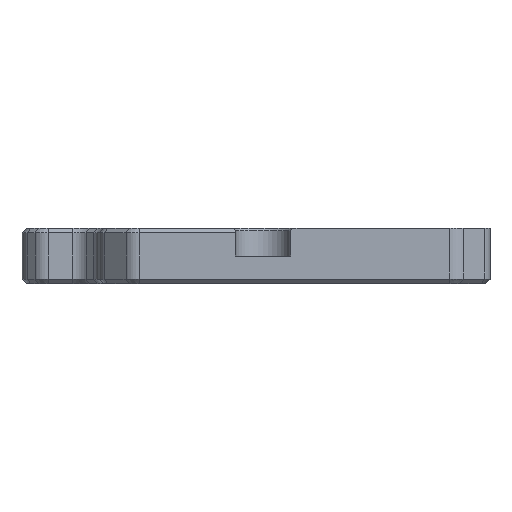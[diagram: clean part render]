
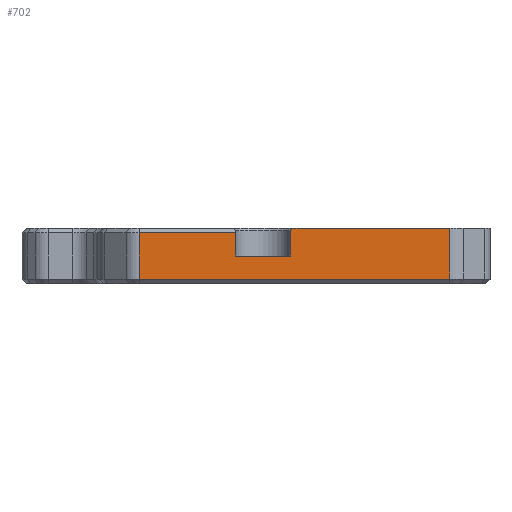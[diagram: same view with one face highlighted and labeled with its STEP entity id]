
A CAD part, front view. The second image highlights one B-rep face of the part: STEP entity #702.
In plain terms, the highlighted planar face has unit normal (0, -1, 0).
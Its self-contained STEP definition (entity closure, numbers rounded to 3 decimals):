
#56 = CARTESIAN_POINT ( 'NONE',  ( 20.975, -38.95, 0.5 ) ) ;
#281 = EDGE_CURVE ( 'NONE', #2333, #2598, #3435, .T. ) ;
#457 = CARTESIAN_POINT ( 'NONE',  ( 3.75, -38.95, 5.75 ) ) ;
#496 = LINE ( 'NONE', #5278, #1595 ) ;
#537 = CARTESIAN_POINT ( 'NONE',  ( 3.75, -38.95, 5.75 ) ) ;
#538 = VERTEX_POINT ( 'NONE', #4968 ) ;
#702 = ADVANCED_FACE ( 'NONE', ( #4526 ), #6314, .F. ) ;
#835 = CARTESIAN_POINT ( 'NONE',  ( -12.633, -38.95, 5.5 ) ) ;
#963 = DIRECTION ( 'NONE',  ( 0., 1., 0. ) ) ;
#1122 = DIRECTION ( 'NONE',  ( -0.707, 0., -0.707 ) ) ;
#1188 = LINE ( 'NONE', #4872, #3916 ) ;
#1211 = CARTESIAN_POINT ( 'NONE',  ( -2.25, -38.95, 3. ) ) ;
#1301 = CARTESIAN_POINT ( 'NONE',  ( -13.461, -38.95, 0.5 ) ) ;
#1380 = DIRECTION ( 'NONE',  ( 0., 0., -1. ) ) ;
#1534 = CARTESIAN_POINT ( 'NONE',  ( 20.975, -38.95, 6. ) ) ;
#1568 = CARTESIAN_POINT ( 'NONE',  ( 20.975, -38.95, 6. ) ) ;
#1595 = VECTOR ( 'NONE', #2904, 1000. ) ;
#1634 = DIRECTION ( 'NONE',  ( 0., 0., 1. ) ) ;
#1662 = ORIENTED_EDGE ( 'NONE', *, *, #7089, .F. ) ;
#1800 = VECTOR ( 'NONE', #1380, 1000. ) ;
#1852 = VERTEX_POINT ( 'NONE', #7685 ) ;
#2089 = CARTESIAN_POINT ( 'NONE',  ( 3.75, -38.95, 3. ) ) ;
#2178 = VECTOR ( 'NONE', #6262, 1000. ) ;
#2320 = ORIENTED_EDGE ( 'NONE', *, *, #3136, .F. ) ;
#2333 = VERTEX_POINT ( 'NONE', #7295 ) ;
#2598 = VERTEX_POINT ( 'NONE', #537 ) ;
#2615 = LINE ( 'NONE', #1301, #5659 ) ;
#2643 = EDGE_CURVE ( 'NONE', #1852, #2598, #6434, .T. ) ;
#2784 = CARTESIAN_POINT ( 'NONE',  ( -13.461, -38.95, 6. ) ) ;
#2904 = DIRECTION ( 'NONE',  ( 1., 0., 0. ) ) ;
#3054 = AXIS2_PLACEMENT_3D ( 'NONE', #2784, #963, #4415 ) ;
#3136 = EDGE_CURVE ( 'NONE', #1852, #3324, #1188, .T. ) ;
#3303 = EDGE_CURVE ( 'NONE', #4524, #538, #4912, .T. ) ;
#3324 = VERTEX_POINT ( 'NONE', #1568 ) ;
#3435 = LINE ( 'NONE', #2089, #5208 ) ;
#3441 = DIRECTION ( 'NONE',  ( -1., 0., 0. ) ) ;
#3442 = LINE ( 'NONE', #1211, #7649 ) ;
#3660 = ORIENTED_EDGE ( 'NONE', *, *, #4310, .T. ) ;
#3916 = VECTOR ( 'NONE', #7164, 1000. ) ;
#4002 = LINE ( 'NONE', #1534, #2178 ) ;
#4310 = EDGE_CURVE ( 'NONE', #6900, #3324, #4002, .T. ) ;
#4319 = VECTOR ( 'NONE', #3441, 1000. ) ;
#4358 = ORIENTED_EDGE ( 'NONE', *, *, #4621, .T. ) ;
#4415 = DIRECTION ( 'NONE',  ( 0., 0., 1. ) ) ;
#4492 = ORIENTED_EDGE ( 'NONE', *, *, #6331, .T. ) ;
#4524 = VERTEX_POINT ( 'NONE', #835 ) ;
#4526 = FACE_OUTER_BOUND ( 'NONE', #6217, .T. ) ;
#4621 = EDGE_CURVE ( 'NONE', #538, #6900, #2615, .T. ) ;
#4636 = VECTOR ( 'NONE', #1122, 1000. ) ;
#4654 = VERTEX_POINT ( 'NONE', #5468 ) ;
#4872 = CARTESIAN_POINT ( 'NONE',  ( -13.461, -38.95, 6. ) ) ;
#4912 = LINE ( 'NONE', #6653, #1800 ) ;
#4968 = CARTESIAN_POINT ( 'NONE',  ( -12.633, -38.95, 0.5 ) ) ;
#5208 = VECTOR ( 'NONE', #1634, 1000. ) ;
#5278 = CARTESIAN_POINT ( 'NONE',  ( -2.25, -38.95, 3. ) ) ;
#5289 = VERTEX_POINT ( 'NONE', #5296 ) ;
#5296 = CARTESIAN_POINT ( 'NONE',  ( -2.25, -38.95, 5.5 ) ) ;
#5306 = EDGE_CURVE ( 'NONE', #4654, #5289, #3442, .T. ) ;
#5468 = CARTESIAN_POINT ( 'NONE',  ( -2.25, -38.95, 3. ) ) ;
#5579 = DIRECTION ( 'NONE',  ( 1., 0., 0. ) ) ;
#5659 = VECTOR ( 'NONE', #5579, 1000. ) ;
#5752 = CARTESIAN_POINT ( 'NONE',  ( -12.633, -38.95, 5.5 ) ) ;
#5822 = ORIENTED_EDGE ( 'NONE', *, *, #5306, .T. ) ;
#6217 = EDGE_LOOP ( 'NONE', ( #2320, #6849, #7113, #1662, #5822, #4492, #7557, #4358, #3660 ) ) ;
#6262 = DIRECTION ( 'NONE',  ( 0., 0., 1. ) ) ;
#6314 = PLANE ( 'NONE',  #3054 ) ;
#6331 = EDGE_CURVE ( 'NONE', #5289, #4524, #6366, .T. ) ;
#6366 = LINE ( 'NONE', #5752, #4319 ) ;
#6434 = LINE ( 'NONE', #457, #4636 ) ;
#6653 = CARTESIAN_POINT ( 'NONE',  ( -12.633, -38.95, 6. ) ) ;
#6849 = ORIENTED_EDGE ( 'NONE', *, *, #2643, .T. ) ;
#6900 = VERTEX_POINT ( 'NONE', #56 ) ;
#7089 = EDGE_CURVE ( 'NONE', #4654, #2333, #496, .T. ) ;
#7113 = ORIENTED_EDGE ( 'NONE', *, *, #281, .F. ) ;
#7164 = DIRECTION ( 'NONE',  ( 1., 0., 0. ) ) ;
#7295 = CARTESIAN_POINT ( 'NONE',  ( 3.75, -38.95, 3. ) ) ;
#7557 = ORIENTED_EDGE ( 'NONE', *, *, #3303, .T. ) ;
#7649 = VECTOR ( 'NONE', #7681, 1000. ) ;
#7681 = DIRECTION ( 'NONE',  ( 0., 0., 1. ) ) ;
#7685 = CARTESIAN_POINT ( 'NONE',  ( 4., -38.95, 6. ) ) ;
